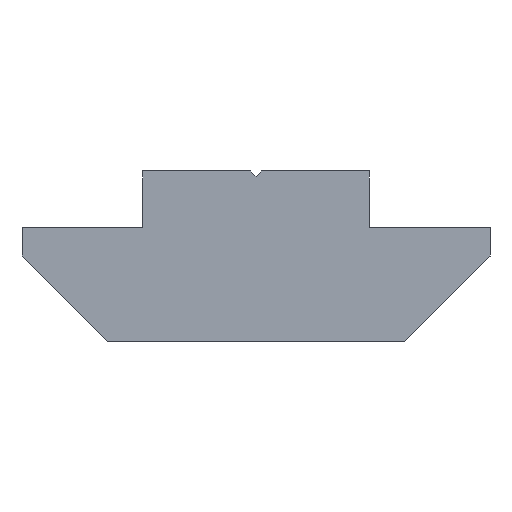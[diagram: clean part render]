
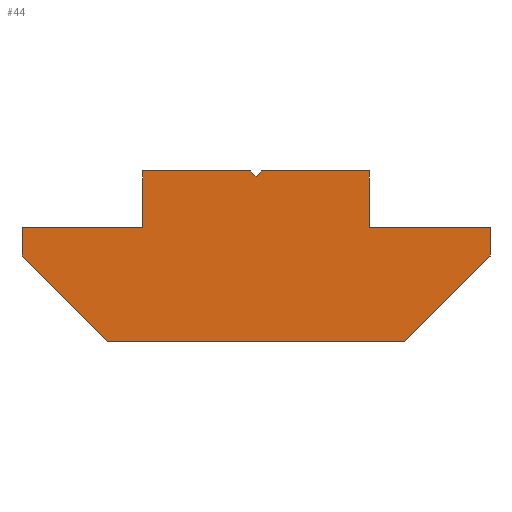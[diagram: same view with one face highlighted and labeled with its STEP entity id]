
A CAD part, left-side view. The second image highlights one B-rep face of the part: STEP entity #44.
In plain terms, the highlighted planar face has unit normal (-1, 0, 0).
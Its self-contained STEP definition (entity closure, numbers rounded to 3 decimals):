
#44=ADVANCED_FACE('',(#100),#101,.F.);
#100=FACE_OUTER_BOUND('',#166,.T.);
#101=PLANE('',#167);
#166=EDGE_LOOP('',(#226,#227,#228,#229,#230,#231,#232,#233,#234,#235,#236,#237,#238));
#167=AXIS2_PLACEMENT_3D('',#239,#240,#241);
#226=ORIENTED_EDGE('',*,*,#407,.F.);
#227=ORIENTED_EDGE('',*,*,#408,.F.);
#228=ORIENTED_EDGE('',*,*,#409,.F.);
#229=ORIENTED_EDGE('',*,*,#410,.F.);
#230=ORIENTED_EDGE('',*,*,#411,.F.);
#231=ORIENTED_EDGE('',*,*,#412,.F.);
#232=ORIENTED_EDGE('',*,*,#413,.F.);
#233=ORIENTED_EDGE('',*,*,#414,.F.);
#234=ORIENTED_EDGE('',*,*,#415,.F.);
#235=ORIENTED_EDGE('',*,*,#416,.F.);
#236=ORIENTED_EDGE('',*,*,#417,.F.);
#237=ORIENTED_EDGE('',*,*,#418,.F.);
#238=ORIENTED_EDGE('',*,*,#419,.F.);
#239=CARTESIAN_POINT('',(-8.,-9.075,-6.3));
#240=DIRECTION('',(1.0,0.,0.0));
#241=DIRECTION('',(0.,0.,1.0));
#407=EDGE_CURVE('',#479,#480,#481,.T.);
#408=EDGE_CURVE('',#482,#479,#483,.T.);
#409=EDGE_CURVE('',#484,#482,#485,.T.);
#410=EDGE_CURVE('',#486,#484,#487,.T.);
#411=EDGE_CURVE('',#488,#486,#489,.T.);
#412=EDGE_CURVE('',#490,#488,#491,.T.);
#413=EDGE_CURVE('',#492,#490,#493,.T.);
#414=EDGE_CURVE('',#494,#492,#495,.T.);
#415=EDGE_CURVE('',#496,#494,#497,.T.);
#416=EDGE_CURVE('',#498,#496,#499,.T.);
#417=EDGE_CURVE('',#500,#498,#501,.T.);
#418=EDGE_CURVE('',#502,#500,#503,.T.);
#419=EDGE_CURVE('',#480,#502,#504,.T.);
#479=VERTEX_POINT('',#585);
#480=VERTEX_POINT('',#586);
#481=LINE('',#587,#588);
#482=VERTEX_POINT('',#589);
#483=LINE('',#590,#591);
#484=VERTEX_POINT('',#592);
#485=LINE('',#593,#594);
#486=VERTEX_POINT('',#595);
#487=LINE('',#596,#597);
#488=VERTEX_POINT('',#598);
#489=LINE('',#599,#600);
#490=VERTEX_POINT('',#601);
#491=LINE('',#602,#603);
#492=VERTEX_POINT('',#604);
#493=LINE('',#605,#606);
#494=VERTEX_POINT('',#607);
#495=LINE('',#608,#609);
#496=VERTEX_POINT('',#610);
#497=LINE('',#611,#612);
#498=VERTEX_POINT('',#613);
#499=LINE('',#614,#615);
#500=VERTEX_POINT('',#616);
#501=LINE('',#617,#618);
#502=VERTEX_POINT('',#619);
#503=LINE('',#620,#621);
#504=LINE('',#622,#623);
#585=CARTESIAN_POINT('',(-8.,-0.2,0.));
#586=CARTESIAN_POINT('',(-8.,-4.,0.));
#587=CARTESIAN_POINT('',(-8.,-0.2,0.));
#588=VECTOR('',#754,3.8);
#589=CARTESIAN_POINT('',(-8.0,0.,-0.2));
#590=CARTESIAN_POINT('',(-8.0,0.,-0.2));
#591=VECTOR('',#755,0.283);
#592=CARTESIAN_POINT('',(-8.,0.2,0.));
#593=CARTESIAN_POINT('',(-8.,0.2,0.));
#594=VECTOR('',#756,0.283);
#595=CARTESIAN_POINT('',(-8.,4.,0.));
#596=CARTESIAN_POINT('',(-8.,4.,0.));
#597=VECTOR('',#757,3.8);
#598=CARTESIAN_POINT('',(-8.,4.,-2.0));
#599=CARTESIAN_POINT('',(-8.,4.,-2.0));
#600=VECTOR('',#758,2.0);
#601=CARTESIAN_POINT('',(-8.,8.25,-2.0));
#602=CARTESIAN_POINT('',(-8.,8.25,-2.0));
#603=VECTOR('',#759,4.25);
#604=CARTESIAN_POINT('',(-8.,8.25,-3.0));
#605=CARTESIAN_POINT('',(-8.,8.25,-3.0));
#606=VECTOR('',#760,1.0);
#607=CARTESIAN_POINT('',(-8.,5.25,-6.0));
#608=CARTESIAN_POINT('',(-8.,5.25,-6.0));
#609=VECTOR('',#761,4.243);
#610=CARTESIAN_POINT('',(-8.,-5.25,-6.0));
#611=CARTESIAN_POINT('',(-8.,-5.25,-6.0));
#612=VECTOR('',#762,10.5);
#613=CARTESIAN_POINT('',(-8.,-8.25,-3.0));
#614=CARTESIAN_POINT('',(-8.,-8.25,-3.0));
#615=VECTOR('',#763,4.243);
#616=CARTESIAN_POINT('',(-8.,-8.25,-2.0));
#617=CARTESIAN_POINT('',(-8.,-8.25,-2.0));
#618=VECTOR('',#764,1.0);
#619=CARTESIAN_POINT('',(-8.,-4.,-2.0));
#620=CARTESIAN_POINT('',(-8.,-4.,-2.0));
#621=VECTOR('',#765,4.25);
#622=CARTESIAN_POINT('',(-8.,-4.,0.));
#623=VECTOR('',#766,2.0);
#754=DIRECTION('',(0.,-1.0,0.));
#755=DIRECTION('',(0.,-0.707,0.707));
#756=DIRECTION('',(0.,-0.707,-0.707));
#757=DIRECTION('',(0.,-1.0,0.));
#758=DIRECTION('',(0.,0.,1.0));
#759=DIRECTION('',(0.,-1.0,0.));
#760=DIRECTION('',(0.,0.,1.0));
#761=DIRECTION('',(0.,0.707,0.707));
#762=DIRECTION('',(0.,1.0,0.));
#763=DIRECTION('',(0.,0.707,-0.707));
#764=DIRECTION('',(0.,0.,-1.0));
#765=DIRECTION('',(0.,-1.0,0.));
#766=DIRECTION('',(0.,0.,-1.0));
